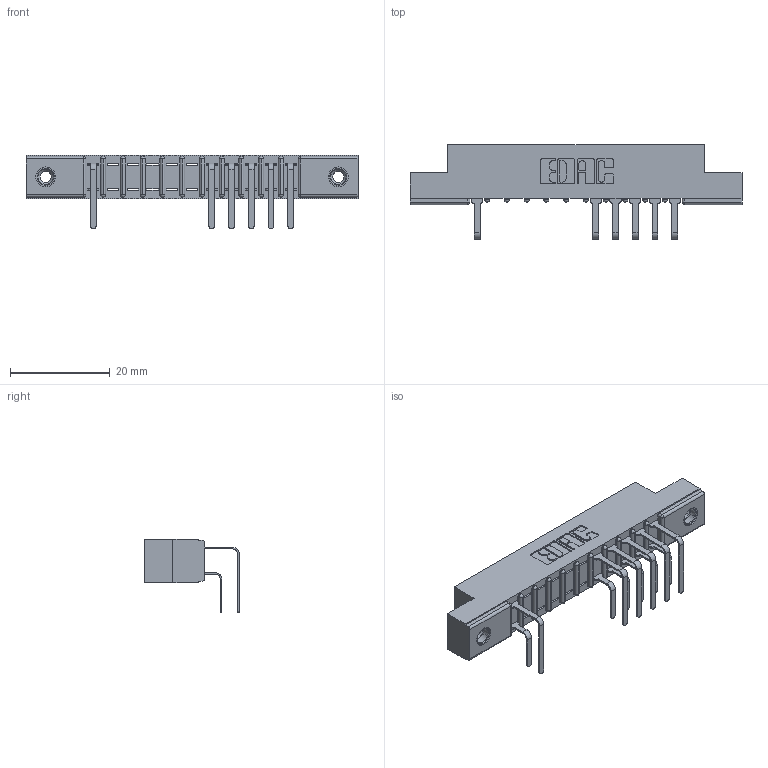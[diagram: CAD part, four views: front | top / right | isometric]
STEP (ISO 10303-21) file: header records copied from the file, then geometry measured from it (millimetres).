
FILE_DESCRIPTION (( 'STEP AP203' ), '1' );
FILE_NAME ('357-011-558-108.STEP', '2018-08-07T03:55:48', ( '' ), ( '' ), 'SwSTEP 2.0', 'SolidWorks 2016', '' );
FILE_SCHEMA (( 'CONFIG_CONTROL_DESIGN' ));
Length unit declared in the file: inch
Products named in the file (5): 357-011-558-108; 307 Part_.156 Dia Mounting Holes; 307-290-001_558 559 - 1 (Single); 307-290-001_558 - 2 (Single); 345-250-001_345-250-003-102
Assembly tree (15 placements, depth 2):
  357-011-558-108
    307 Part_.156 Dia Mounting Holes
    307-290-001_558 559 - 1 (Single)  x6
    307-290-001_558 - 2 (Single)  x6
    345-250-001_345-250-003-102  x2
Bounding box: 66.6 x 18.96 x 14.81 mm (x, y, z)
Volume: 4274.7 mm3; surface area: 6533.1 mm2
Topology: 15 solids, 15 shells, 890 faces, 2483 edges, 1598 vertices
Faces by surface type: plane 558, cylinder 292, sphere 24, cone 12, torus 4
Entity records: 15916 total; most frequent: CARTESIAN_POINT 2642, ORIENTED_EDGE 2618, DIRECTION 2599, EDGE_CURVE 1309, VECTOR 989, LINE 989, VERTEX_POINT 848, AXIS2_PLACEMENT_3D 805
